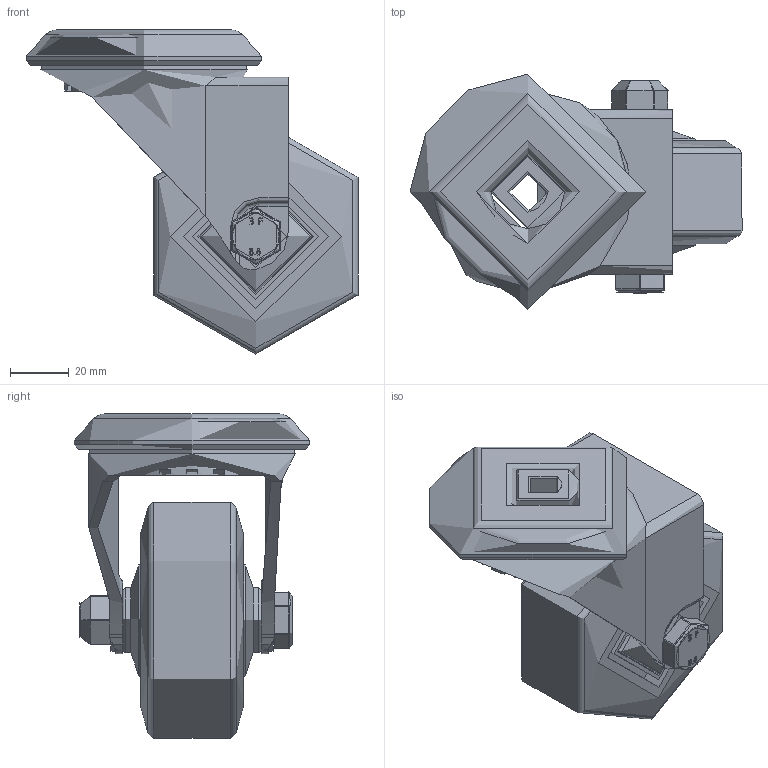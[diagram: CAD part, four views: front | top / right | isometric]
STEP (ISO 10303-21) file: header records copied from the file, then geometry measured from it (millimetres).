
FILE_DESCRIPTION(/* description */ (''),/* implementation_level */ '2;1');
FILE_NAME(/* name */ 'BLKH80SRNBJBH12BLK.step',/* time_stamp */ '2024-06-07T15:13:05+01:00',/* author */ (''),/* organization */ (''),/* preprocessor_version */ 'ST-DEVELOPER v20',/* originating_system */ 'Autodesk Translation Framework v13.14.0.145',/* authorisation */ '');
FILE_SCHEMA (('AUTOMOTIVE_DESIGN { 1 0 10303 214 3 1 1 }'));
Length unit declared in the file: millimetre
Products named in the file (28): BLKH80SRNBJBH12/BLK; BZMH80WSRNBJM10BLK v1; BZMH80WSRNBJBLK; 65 SHORE A GREY ELASTIC RUBBER TYRE; NYLON RIM; BEARING6202; Component1; BALL BEARINGS; Pattern; Component33; OUTTER; RUBBER; HUBCAPM10X47RN; HUBCAPM10X47RN (1); HUB CAP; BLKH80ASBH12 - 47 v1; BLACK PAINTED TOP PLATE (1); Component2 (1); Component3 (1); BLACK PAINTED FORKS (1); WM10X21X1BLK v1; BLACK ZINC WASHER; WM10X21X1BLK v1 (1); BLACK ZINC WASHER (1); BOLTM10X65BLK v2; GRADE 8.8 BLACK PAINTED BOLT; NM10STOVERNUT v1; STOVER LOCKING NUT
Assembly tree (35 placements, depth 7):
  BLKH80SRNBJBH12/BLK
    BZMH80WSRNBJM10BLK v1
      BZMH80WSRNBJBLK
        65 SHORE A GREY ELASTIC RUBBER TYRE
        NYLON RIM
        BEARING6202
          Component1
          BALL BEARINGS
            Pattern
              Component33  x8
          OUTTER
          RUBBER
      HUBCAPM10X47RN
        HUB CAP
      HUBCAPM10X47RN (1)
        HUB CAP
    BLKH80ASBH12 - 47 v1
      BLACK PAINTED TOP PLATE (1)
        Component2 (1)
        Component3 (1)
      BLACK PAINTED FORKS (1)
    WM10X21X1BLK v1
      BLACK ZINC WASHER
    WM10X21X1BLK v1 (1)
      BLACK ZINC WASHER (1)
    BOLTM10X65BLK v2
      GRADE 8.8 BLACK PAINTED BOLT
    NM10STOVERNUT v1
      STOVER LOCKING NUT
Bounding box: 112.64 x 80 x 110 mm (x, y, z)
Volume: 208706.2 mm3; surface area: 107682.3 mm2
Topology: 23 solids, 23 shells, 774 faces, 2022 edges, 1307 vertices
Faces by surface type: plane 360, cylinder 220, bspline 112, sphere 36, torus 27, cone 19
Full cylindrical faces by diameter (mm): 3 x8, 8.141 x13, 9.85 x15, 10 x2, 10.2 x2, 10.5 x4, 12.2 x1, 14.9 x2, 15 x1, 15.5 x1, 19.2 x2, 21 x5, 21.6 x2, 22 x2, 23.6 x2, 25 x4, 27.6 x2, 27.75 x2, 28 x2, 29.6 x2, 30.4 x3, 31.3 x2, 34.3 x2, 35 x2, 36.25 x2, 38.25 x2, 39.3 x2, 42.8 x2, 49 x2, 54 x1
Entity records: 37894 total; most frequent: CARTESIAN_POINT 19050, ORIENTED_EDGE 3912, DIRECTION 3620, EDGE_CURVE 1956, AXIS2_PLACEMENT_3D 1324, VERTEX_POINT 1270, LINE 972, VECTOR 972
